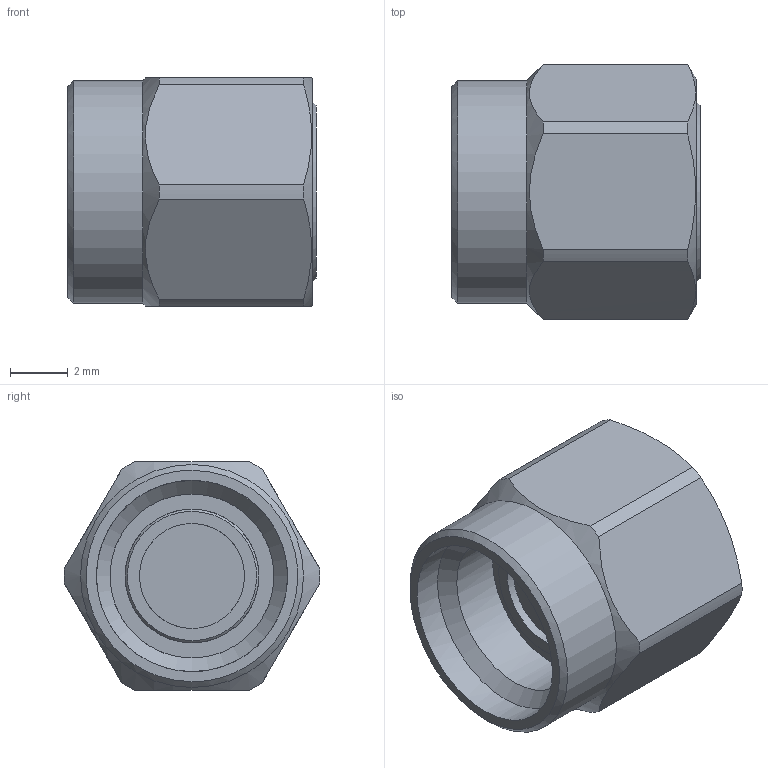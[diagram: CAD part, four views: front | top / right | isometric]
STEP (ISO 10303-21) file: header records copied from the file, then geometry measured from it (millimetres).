
FILE_DESCRIPTION (( 'STEP AP203' ), '1' );
FILE_NAME ('R125.054.002B.STEP', '2012-05-11T09:32:50', ( '' ), ( '' ), 'SwSTEP 2.0', 'SolidWorks 2011', '' );
FILE_SCHEMA (( 'CONFIG_CONTROL_DESIGN' ));
Length unit declared in the file: millimetre
Products named in the file (1): R125.054.002B
Bounding box: 8.63 x 8.9 x 7.94 mm (x, y, z)
Volume: 350.9 mm3; surface area: 386.5 mm2
Topology: 1 solids, 1 shells, 32 faces, 84 edges, 58 vertices
Faces by surface type: plane 12, cylinder 11, cone 9
Full cylindrical faces by diameter (mm): 3.65 x1, 4.65 x1, 5.7 x1, 6.65 x1, 7.75 x1
Entity records: 1785 total; most frequent: CARTESIAN_POINT 1031, ORIENTED_EDGE 134, DIRECTION 120, EDGE_CURVE 67, VERTEX_POINT 55, AXIS2_PLACEMENT_3D 54, EDGE_LOOP 50, FACE_OUTER_BOUND 37
